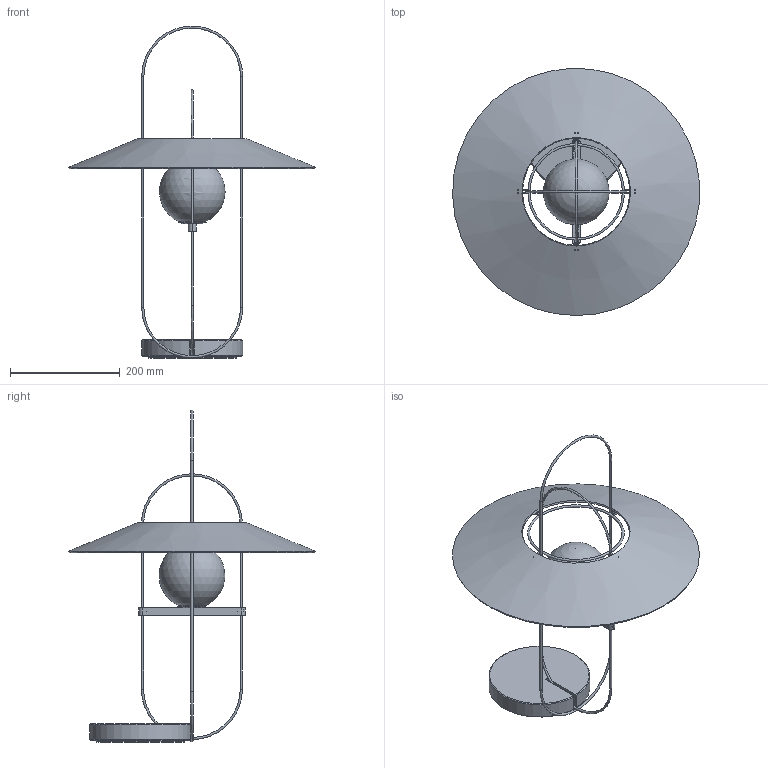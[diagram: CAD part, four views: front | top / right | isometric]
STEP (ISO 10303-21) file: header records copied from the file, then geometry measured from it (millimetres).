
FILE_DESCRIPTION(/* description */ (''),/* implementation_level */ '2;1');
FILE_NAME(/* name */ 'F438405500xxWL.stp',/* time_stamp */ '2020-01-14T11:45:36+01:00',/* author */ ('sghezzi'),/* organization */ (''),/* preprocessor_version */ 'ST-DEVELOPER v17.2',/* originating_system */ 'Autodesk Inventor 2019',/* authorisation */ '');
FILE_SCHEMA (('AUTOMOTIVE_DESIGN { 1 0 10303 214 3 1 1 }'));
Length unit declared in the file: millimetre
Products named in the file (22): 4384_SETAREH TAV ASM; 007438400_STRUTTURA METALLICA TAV ASM; 007438400_B_160-604; 007438400_A_160-484; 007438400_C_D153; 007438400_D_PIASTRA; 007438100_D_STAFFA; 007438006_TRAVE SUPPORTO LED SOSP DX; 007438005_TRAVE SUPPORTO LED.0011; 007438011_TRAVE CHIUSURA SOSP SX; 007438010_TRAVE CHIUSURA.0004; ASME_ANSI B18.3.5M - M3x6(1); 007438015_FONDELLO PICCOLO REGGI DIFFUSORE; 007438020_MOLLA REGGI VETRO; 007438025_DISSIPATORE LED; AS 1427 - M3 x 8(6) II; LED_CREEE_CXB_1512; DIN EN ISO 7045 - M3 x 4 - 4.8 - H; 002438000_DIFFUSORE VETRO SFERA D120; 002438100_DIFFUSORE VETRO SCAMPANATO D45; 003438400_BASE MARMO SETAREH TAVOLO ASM; 003438405_FELTRO SOTTOBASE SETAREH TAVOLO ASM
Assembly tree (27 placements, depth 3):
  4384_SETAREH TAV ASM
    007438400_STRUTTURA METALLICA TAV ASM
      007438400_B_160-604
      007438400_A_160-484
      007438400_C_D153
      007438400_D_PIASTRA
      007438100_D_STAFFA  x4
    007438006_TRAVE SUPPORTO LED SOSP DX
      007438005_TRAVE SUPPORTO LED.0011
    007438011_TRAVE CHIUSURA SOSP SX
      007438010_TRAVE CHIUSURA.0004
    ASME_ANSI B18.3.5M - M3x6(1)  x2
    007438015_FONDELLO PICCOLO REGGI DIFFUSORE
    007438020_MOLLA REGGI VETRO
    007438025_DISSIPATORE LED
    AS 1427 - M3 x 8(6) II  x2
    LED_CREEE_CXB_1512
    DIN EN ISO 7045 - M3 x 4 - 4.8 - H  x2
    002438000_DIFFUSORE VETRO SFERA D120
    002438100_DIFFUSORE VETRO SCAMPANATO D45
    003438400_BASE MARMO SETAREH TAVOLO ASM
    003438405_FELTRO SOTTOBASE SETAREH TAVOLO ASM
Bounding box: 449.22 x 449.69 x 604.3 mm (x, y, z)
Volume: 1448771.8 mm3; surface area: 594992.5 mm2
Topology: 24 solids, 24 shells, 658 faces, 1846 edges, 1238 vertices
Faces by surface type: plane 397, cylinder 109, cone 78, bspline 40, torus 28, sphere 6
Full cylindrical faces by diameter (mm): 1.3 x1, 2.459 x8, 2.5 x4, 2.693 x2, 2.729 x2, 3 x6, 3.2 x8, 4 x4, 5.3 x2, 5.35 x2, 8 x2, 9.5 x1, 32 x1, 45 x1, 160 x2
Entity records: 18700 total; most frequent: CARTESIAN_POINT 4006, ORIENTED_EDGE 2980, DIRECTION 2809, EDGE_CURVE 1490, VERTEX_POINT 1004, LINE 965, VECTOR 965, AXIS2_PLACEMENT_3D 922
